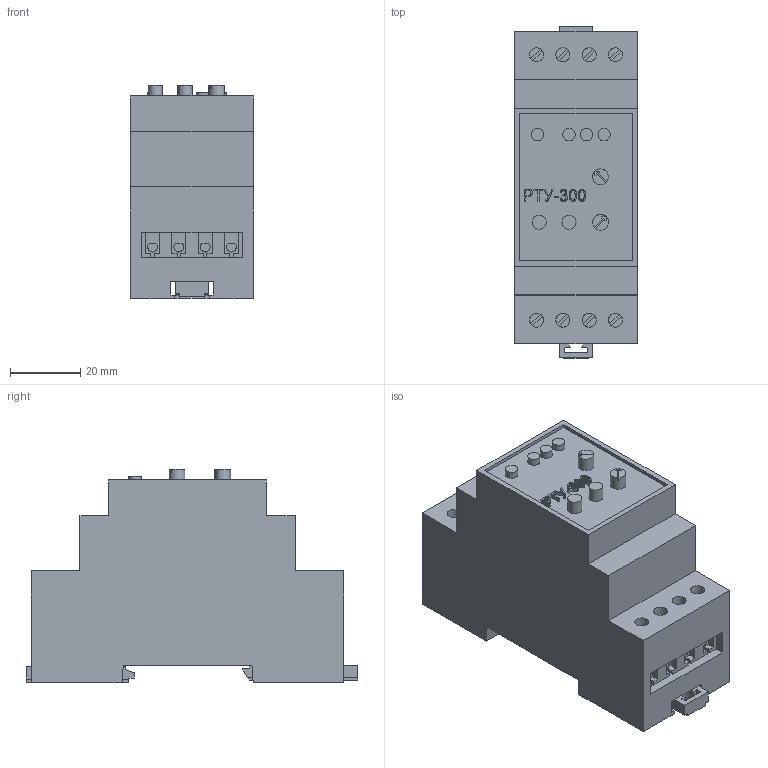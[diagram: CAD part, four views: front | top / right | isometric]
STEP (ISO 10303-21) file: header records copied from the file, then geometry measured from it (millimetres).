
FILE_DESCRIPTION(('STEP AP214'), '1');
FILE_NAME('ﾐﾒﾓ-300', '', ('UNSPECIFIED'), ('UNSPECIFIED'), 'ASCON STEP Converter 1.3', 'ASCON Math Kernel', '');
FILE_SCHEMA(('AUTOMOTIVE_DESIGN { 1 0 10303 214 3 1 1}'));
Length unit declared in the file: millimetre
Bounding box: 35 x 94.7 x 60.79 mm (x, y, z)
Volume: 37759.4 mm3; surface area: 41745.8 mm2
Topology: 2 solids, 3 shells, 625 faces, 1738 edges, 1156 vertices
Faces by surface type: plane 336, cylinder 289
Full cylindrical faces by diameter (mm): 3.5 x4, 4 x10, 4.5 x2
Entity records: 25160 total; most frequent: DIRECTION 3590, CARTESIAN_POINT 3504, ORIENTED_EDGE 3444, EDGE_CURVE 1722, AXIS2_PLACEMENT_3D 1242, VERTEX_POINT 1156, LINE 1106, VECTOR 1106
